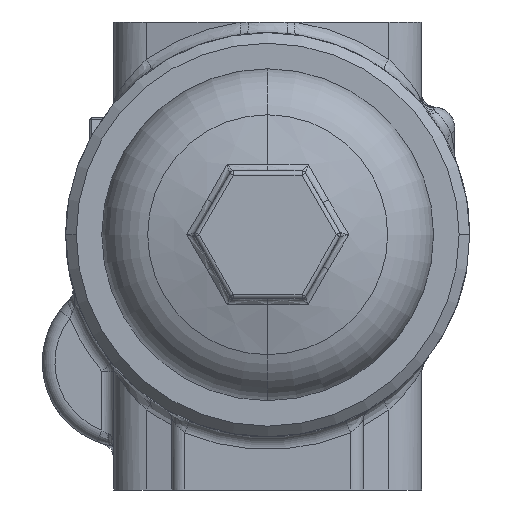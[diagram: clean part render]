
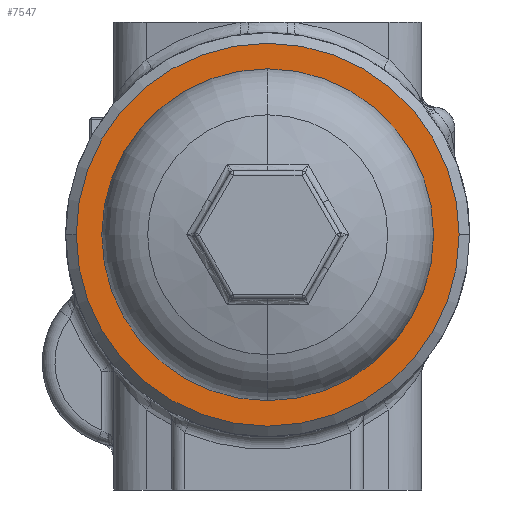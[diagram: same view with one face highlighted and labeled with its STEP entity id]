
A CAD part, front view. The second image highlights one B-rep face of the part: STEP entity #7547.
In plain terms, the highlighted planar face has unit normal (0, -1, 0).
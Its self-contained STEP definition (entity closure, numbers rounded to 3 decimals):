
#765=PLANE('',#8574);
#1160=CIRCLE('',#8453,38.);
#1164=CIRCLE('',#8461,45.);
#1227=CIRCLE('',#8575,45.);
#1228=CIRCLE('',#8576,38.);
#3106=ORIENTED_EDGE('',*,*,#4348,.T.);
#3107=ORIENTED_EDGE('',*,*,#4495,.T.);
#3108=ORIENTED_EDGE('',*,*,#4496,.T.);
#3109=ORIENTED_EDGE('',*,*,#4337,.T.);
#4337=EDGE_CURVE('',#5081,#5083,#1160,.T.);
#4348=EDGE_CURVE('',#5094,#5092,#1164,.T.);
#4495=EDGE_CURVE('',#5092,#5094,#1227,.T.);
#4496=EDGE_CURVE('',#5083,#5081,#1228,.T.);
#5081=VERTEX_POINT('',#21109);
#5083=VERTEX_POINT('',#21113);
#5092=VERTEX_POINT('',#21175);
#5094=VERTEX_POINT('',#21178);
#6440=EDGE_LOOP('',(#3106,#3107));
#6441=EDGE_LOOP('',(#3108,#3109));
#6987=FACE_BOUND('',#6440,.T.);
#6988=FACE_BOUND('',#6441,.T.);
#7547=ADVANCED_FACE('',(#6987,#6988),#765,.T.);
#8453=AXIS2_PLACEMENT_3D('',#21114,#10354,#10355);
#8461=AXIS2_PLACEMENT_3D('',#21177,#10376,#10377);
#8574=AXIS2_PLACEMENT_3D('',#21479,#10682,#10683);
#8575=AXIS2_PLACEMENT_3D('',#21480,#10684,#10685);
#8576=AXIS2_PLACEMENT_3D('',#21481,#10686,#10687);
#10354=DIRECTION('',(0.,1.,0.));
#10355=DIRECTION('',(0.,0.,-1.));
#10376=DIRECTION('',(0.,-1.,0.));
#10377=DIRECTION('',(0.,0.,-1.));
#10682=DIRECTION('',(0.,-1.,0.));
#10683=DIRECTION('',(0.,0.,-1.));
#10684=DIRECTION('',(0.,-1.,0.));
#10685=DIRECTION('',(0.,0.,-1.));
#10686=DIRECTION('',(0.,1.,0.));
#10687=DIRECTION('',(0.,0.,-1.));
#21109=CARTESIAN_POINT('',(0.,0.,38.));
#21113=CARTESIAN_POINT('',(0.,0.,-38.));
#21114=CARTESIAN_POINT('',(0.,0.,0.));
#21175=CARTESIAN_POINT('',(0.,0.,-45.));
#21177=CARTESIAN_POINT('',(0.,0.,0.));
#21178=CARTESIAN_POINT('',(0.,0.,45.));
#21479=CARTESIAN_POINT('',(0.,0.,0.));
#21480=CARTESIAN_POINT('',(0.,0.,0.));
#21481=CARTESIAN_POINT('',(0.,0.,0.));
